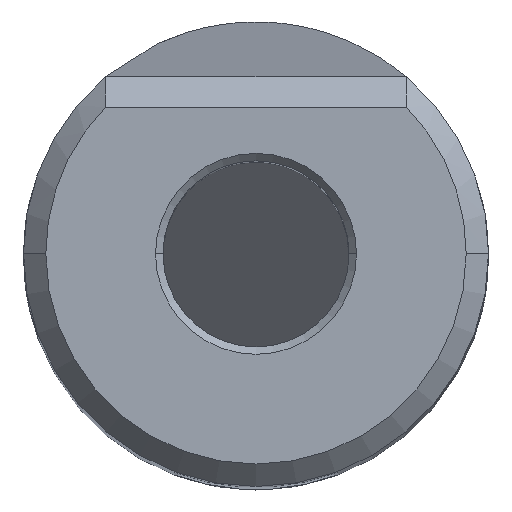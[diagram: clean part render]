
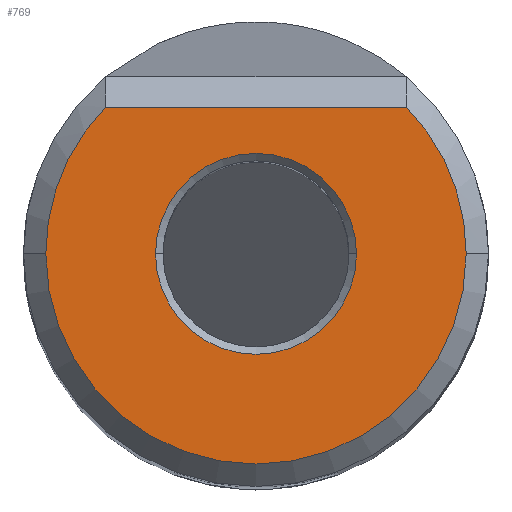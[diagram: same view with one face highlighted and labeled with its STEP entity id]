
A CAD part, top view. The second image highlights one B-rep face of the part: STEP entity #769.
In plain terms, the highlighted planar face has unit normal (0, 0, 1).
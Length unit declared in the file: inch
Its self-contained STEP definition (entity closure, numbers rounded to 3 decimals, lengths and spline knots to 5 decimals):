
#7 = VERTEX_POINT ( 'NONE', #693 ) ;
#21 = DIRECTION ( 'NONE',  ( 1., 0., 0. ) ) ;
#23 = CARTESIAN_POINT ( 'NONE',  ( 0., 0., 0. ) ) ;
#26 = DIRECTION ( 'NONE',  ( 0., 0., 1. ) ) ;
#36 = ORIENTED_EDGE ( 'NONE', *, *, #593, .T. ) ;
#50 = CARTESIAN_POINT ( 'NONE',  ( 0., 0.19722, 0. ) ) ;
#72 = EDGE_CURVE ( 'NONE', #645, #7, #114, .T. ) ;
#83 = EDGE_CURVE ( 'NONE', #90, #99, #504, .T. ) ;
#90 = VERTEX_POINT ( 'NONE', #382 ) ;
#99 = VERTEX_POINT ( 'NONE', #128 ) ;
#114 = LINE ( 'NONE', #50, #651 ) ;
#116 = DIRECTION ( 'NONE',  ( 0., 0., 1. ) ) ;
#122 = VERTEX_POINT ( 'NONE', #252 ) ;
#128 = CARTESIAN_POINT ( 'NONE',  ( -0.135, 0., 0. ) ) ;
#131 = CIRCLE ( 'NONE', #613, 0.135 ) ;
#173 = AXIS2_PLACEMENT_3D ( 'NONE', #649, #570, #257 ) ;
#212 = CARTESIAN_POINT ( 'NONE',  ( 0.20227, 0.19722, 0. ) ) ;
#214 = DIRECTION ( 'NONE',  ( 1., 0., 0. ) ) ;
#231 = ORIENTED_EDGE ( 'NONE', *, *, #393, .T. ) ;
#232 = CARTESIAN_POINT ( 'NONE',  ( 0., 0., 0. ) ) ;
#235 = PLANE ( 'NONE',  #385 ) ;
#237 = EDGE_CURVE ( 'NONE', #7, #122, #845, .T. ) ;
#252 = CARTESIAN_POINT ( 'NONE',  ( -0.2825, 0., 0. ) ) ;
#254 = EDGE_LOOP ( 'NONE', ( #383, #36, #231, #550 ) ) ;
#257 = DIRECTION ( 'NONE',  ( 1., 0., 0. ) ) ;
#289 = DIRECTION ( 'NONE',  ( 0., 0., -1. ) ) ;
#296 = EDGE_CURVE ( 'NONE', #99, #90, #131, .T. ) ;
#301 = AXIS2_PLACEMENT_3D ( 'NONE', #798, #479, #21 ) ;
#316 = CARTESIAN_POINT ( 'NONE',  ( 0.2825, 0., 0. ) ) ;
#351 = ORIENTED_EDGE ( 'NONE', *, *, #296, .T. ) ;
#381 = DIRECTION ( 'NONE',  ( 1., 0., 0. ) ) ;
#382 = CARTESIAN_POINT ( 'NONE',  ( 0.135, 0., 0. ) ) ;
#383 = ORIENTED_EDGE ( 'NONE', *, *, #237, .T. ) ;
#385 = AXIS2_PLACEMENT_3D ( 'NONE', #232, #116, #381 ) ;
#393 = EDGE_CURVE ( 'NONE', #784, #645, #462, .T. ) ;
#462 = CIRCLE ( 'NONE', #757, 0.2825 ) ;
#467 = EDGE_LOOP ( 'NONE', ( #711, #351 ) ) ;
#479 = DIRECTION ( 'NONE',  ( 0., 0., 1. ) ) ;
#504 = CIRCLE ( 'NONE', #173, 0.135 ) ;
#509 = DIRECTION ( 'NONE',  ( -1., 0., 0. ) ) ;
#550 = ORIENTED_EDGE ( 'NONE', *, *, #72, .T. ) ;
#566 = FACE_BOUND ( 'NONE', #467, .T. ) ;
#570 = DIRECTION ( 'NONE',  ( 0., 0., -1. ) ) ;
#593 = EDGE_CURVE ( 'NONE', #122, #784, #837, .T. ) ;
#604 = DIRECTION ( 'NONE',  ( 0., 0., 1. ) ) ;
#613 = AXIS2_PLACEMENT_3D ( 'NONE', #624, #289, #614 ) ;
#614 = DIRECTION ( 'NONE',  ( 1., 0., 0. ) ) ;
#624 = CARTESIAN_POINT ( 'NONE',  ( 0., 0., 0. ) ) ;
#628 = DIRECTION ( 'NONE',  ( 1., 0., 0. ) ) ;
#634 = FACE_OUTER_BOUND ( 'NONE', #254, .T. ) ;
#645 = VERTEX_POINT ( 'NONE', #212 ) ;
#649 = CARTESIAN_POINT ( 'NONE',  ( 0., 0., 0. ) ) ;
#651 = VECTOR ( 'NONE', #509, 39.37008 ) ;
#688 = AXIS2_PLACEMENT_3D ( 'NONE', #721, #604, #214 ) ;
#693 = CARTESIAN_POINT ( 'NONE',  ( -0.20227, 0.19722, 0. ) ) ;
#711 = ORIENTED_EDGE ( 'NONE', *, *, #83, .T. ) ;
#721 = CARTESIAN_POINT ( 'NONE',  ( 0., 0., 0. ) ) ;
#757 = AXIS2_PLACEMENT_3D ( 'NONE', #23, #26, #628 ) ;
#769 = ADVANCED_FACE ( 'NONE', ( #566, #634 ), #235, .T. ) ;
#784 = VERTEX_POINT ( 'NONE', #316 ) ;
#798 = CARTESIAN_POINT ( 'NONE',  ( 0., 0., 0. ) ) ;
#837 = CIRCLE ( 'NONE', #301, 0.2825 ) ;
#845 = CIRCLE ( 'NONE', #688, 0.2825 ) ;
